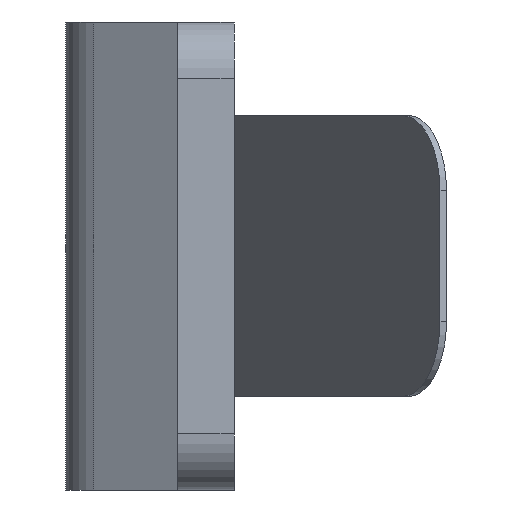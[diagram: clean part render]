
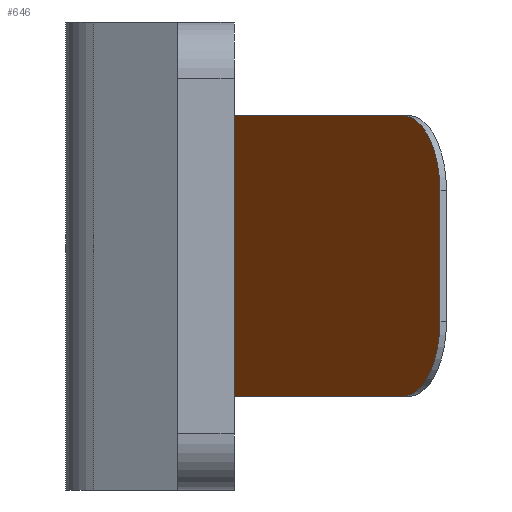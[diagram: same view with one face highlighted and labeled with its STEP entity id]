
A CAD part, left-side view. The second image highlights one B-rep face of the part: STEP entity #646.
In plain terms, the highlighted planar face has unit normal (-0.5, 0.866, 0).
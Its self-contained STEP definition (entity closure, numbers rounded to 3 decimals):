
#1 = CARTESIAN_POINT ( 'NONE',  ( -17.696, 5.598, 7.5 ) ) ;
#31 = VECTOR ( 'NONE', #1615, 1000. ) ;
#49 = EDGE_CURVE ( 'NONE', #185, #1270, #221, .T. ) ;
#72 = CARTESIAN_POINT ( 'NONE',  ( -42.981, -9., -7.5 ) ) ;
#76 = ORIENTED_EDGE ( 'NONE', *, *, #49, .F. ) ;
#145 = CARTESIAN_POINT ( 'NONE',  ( -46.445, -11., 3.5 ) ) ;
#152 = VERTEX_POINT ( 'NONE', #252 ) ;
#177 = FACE_OUTER_BOUND ( 'NONE', #1227, .T. ) ;
#185 = VERTEX_POINT ( 'NONE', #145 ) ;
#213 = EDGE_CURVE ( 'NONE', #359, #350, #1608, .T. ) ;
#221 = LINE ( 'NONE', #586, #1500 ) ;
#252 = CARTESIAN_POINT ( 'NONE',  ( -42.981, -9., 7.5 ) ) ;
#270 = PLANE ( 'NONE',  #418 ) ;
#282 = CARTESIAN_POINT ( 'NONE',  ( -17.696, 5.598, -7.5 ) ) ;
#300 = DIRECTION ( 'NONE',  ( 0.866, 0.5, 0. ) ) ;
#317 = ORIENTED_EDGE ( 'NONE', *, *, #535, .T. ) ;
#326 = ORIENTED_EDGE ( 'NONE', *, *, #1475, .T. ) ;
#327 = ORIENTED_EDGE ( 'NONE', *, *, #1400, .F. ) ;
#350 = VERTEX_POINT ( 'NONE', #282 ) ;
#357 = DIRECTION ( 'NONE',  ( -0.5, 0.866, 0. ) ) ;
#359 = VERTEX_POINT ( 'NONE', #538 ) ;
#363 = CARTESIAN_POINT ( 'NONE',  ( -42.981, -9., 3.5 ) ) ;
#369 = CARTESIAN_POINT ( 'NONE',  ( -46.445, -11., -3.5 ) ) ;
#418 = AXIS2_PLACEMENT_3D ( 'NONE', #1366, #917, #878 ) ;
#535 = EDGE_CURVE ( 'NONE', #645, #1270, #868, .T. ) ;
#538 = CARTESIAN_POINT ( 'NONE',  ( -17.696, 5.598, 7.5 ) ) ;
#572 = AXIS2_PLACEMENT_3D ( 'NONE', #946, #941, #937 ) ;
#580 = DIRECTION ( 'NONE',  ( -0.866, -0.5, 0. ) ) ;
#586 = CARTESIAN_POINT ( 'NONE',  ( -46.445, -11., 7.5 ) ) ;
#623 = CARTESIAN_POINT ( 'NONE',  ( -17.696, 5.598, -7.5 ) ) ;
#632 = VECTOR ( 'NONE', #856, 1000. ) ;
#645 = VERTEX_POINT ( 'NONE', #72 ) ;
#646 = ADVANCED_FACE ( 'NONE', ( #177 ), #270, .F. ) ;
#664 = AXIS2_PLACEMENT_3D ( 'NONE', #363, #357, #300 ) ;
#742 = VECTOR ( 'NONE', #580, 1000. ) ;
#842 = CIRCLE ( 'NONE', #664, 4. ) ;
#856 = DIRECTION ( 'NONE',  ( 0., 0., -1. ) ) ;
#868 = CIRCLE ( 'NONE', #572, 4. ) ;
#878 = DIRECTION ( 'NONE',  ( 0.866, 0.5, 0. ) ) ;
#917 = DIRECTION ( 'NONE',  ( 0.5, -0.866, 0. ) ) ;
#937 = DIRECTION ( 'NONE',  ( 0.866, 0.5, 0. ) ) ;
#941 = DIRECTION ( 'NONE',  ( -0.5, 0.866, 0. ) ) ;
#946 = CARTESIAN_POINT ( 'NONE',  ( -42.981, -9., -3.5 ) ) ;
#976 = ORIENTED_EDGE ( 'NONE', *, *, #213, .T. ) ;
#1006 = LINE ( 'NONE', #1476, #31 ) ;
#1076 = LINE ( 'NONE', #623, #742 ) ;
#1179 = EDGE_CURVE ( 'NONE', #350, #645, #1076, .T. ) ;
#1227 = EDGE_LOOP ( 'NONE', ( #1612, #317, #76, #326, #327, #976 ) ) ;
#1270 = VERTEX_POINT ( 'NONE', #369 ) ;
#1366 = CARTESIAN_POINT ( 'NONE',  ( -17.696, 5.598, 7.5 ) ) ;
#1400 = EDGE_CURVE ( 'NONE', #359, #152, #1006, .T. ) ;
#1475 = EDGE_CURVE ( 'NONE', #185, #152, #842, .T. ) ;
#1476 = CARTESIAN_POINT ( 'NONE',  ( -17.696, 5.598, 7.5 ) ) ;
#1500 = VECTOR ( 'NONE', #1588, 1000. ) ;
#1588 = DIRECTION ( 'NONE',  ( 0., 0., -1. ) ) ;
#1608 = LINE ( 'NONE', #1, #632 ) ;
#1612 = ORIENTED_EDGE ( 'NONE', *, *, #1179, .T. ) ;
#1615 = DIRECTION ( 'NONE',  ( -0.866, -0.5, 0. ) ) ;
